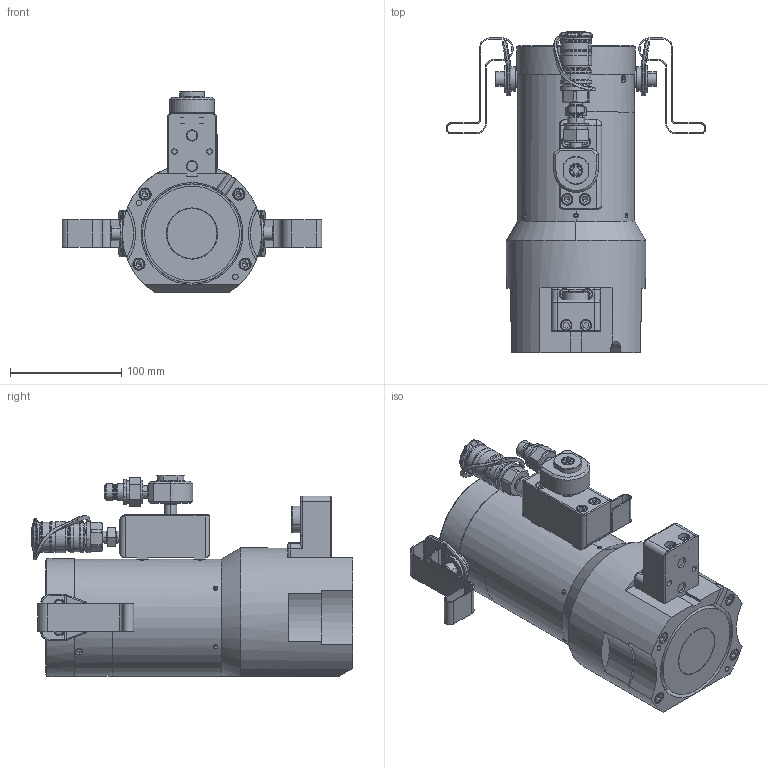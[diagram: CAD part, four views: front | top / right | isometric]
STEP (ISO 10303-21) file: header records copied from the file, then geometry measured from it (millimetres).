
FILE_DESCRIPTION((''),'2;1');
FILE_NAME('PRT0012','2021-07-22T11:29:25',('INEdipo'),(''),'CREO PARAMETRIC BY PTC INC, 2020281','CREO PARAMETRIC BY PTC INC, 2020281','');
FILE_SCHEMA(('CONFIG_CONTROL_DESIGN'));
Products named in the file (1): PRT0012
Bounding box: 233 x 288.49 x 180.52 mm (x, y, z)
Volume: 2710361.3 mm3; surface area: 286470.2 mm2
Topology: 5 solids, 50 shells, 2784 faces, 7196 edges, 4547 vertices
Faces by surface type: cylinder 1032, plane 927, cone 431, torus 173, bspline 122, sphere 58, extrusion 41
Entity records: 94137 total; most frequent: CARTESIAN_POINT 27336, ORIENTED_EDGE 14170, DIRECTION 13775, EDGE_CURVE 7089, AXIS2_PLACEMENT_3D 5419, VERTEX_POINT 4547, EDGE_LOOP 3019, VECTOR 2937
